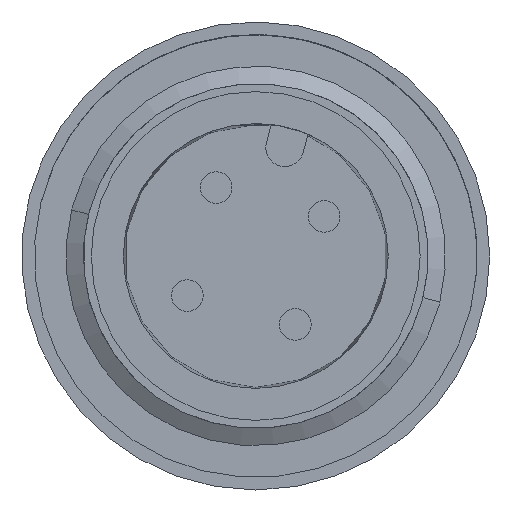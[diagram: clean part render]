
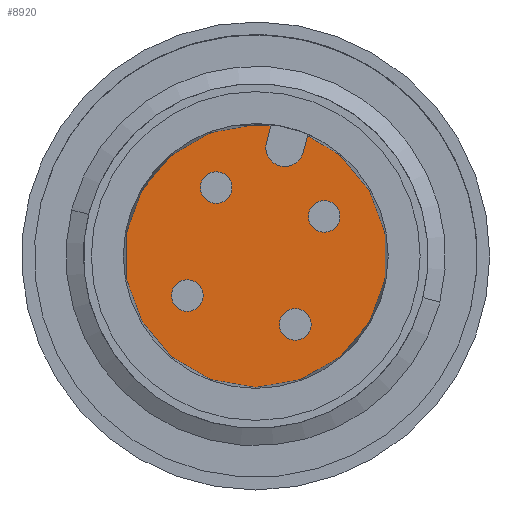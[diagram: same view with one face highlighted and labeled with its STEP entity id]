
A CAD part, left-side view. The second image highlights one B-rep face of the part: STEP entity #8920.
In plain terms, the highlighted face is planar.
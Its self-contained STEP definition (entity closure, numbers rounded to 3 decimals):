
#7830=CARTESIAN_POINT('',(21.621,31.825,16.3))
;
#7840=DIRECTION('',(0.,0.,-1.));
#7850=DIRECTION('',(0.707,0.707,
0.));
#7860=AXIS2_PLACEMENT_3D('',#7830,#7840,#7850);
#7870=PLANE('',#7860);
#7880=CARTESIAN_POINT('',(20.483,34.36,16.3));
#7890=DIRECTION('',(0.,0.,-1.));
#7900=DIRECTION('',(0.707,0.707,
0.));
#7910=AXIS2_PLACEMENT_3D('',#7880,#7890,#7900);
#7920=CIRCLE('',#7910,0.5);
#7930=CARTESIAN_POINT('',(20.836,34.714,16.3))
;
#7940=VERTEX_POINT('',#7930);
#7950=CARTESIAN_POINT('',(20.129,34.007,16.3))
;
#7960=VERTEX_POINT('',#7950);
#7970=EDGE_CURVE('',#7940,#7960,#7920,.T.);
#7980=ORIENTED_EDGE('',*,*,#7970,.F.);
#7990=EDGE_CURVE('',#7960,#7940,#7920,.T.);
#8000=ORIENTED_EDGE('',*,*,#7990,.F.);
#8010=EDGE_LOOP('',(#8000,#7980));
#8020=FACE_BOUND('',#8010,.T.);
#8030=CARTESIAN_POINT('',(22.983,31.86,16.3));
#8040=DIRECTION('',(0.,0.,-1.));
#8050=DIRECTION('',(0.707,0.707,
0.));
#8060=AXIS2_PLACEMENT_3D('',#8030,#8040,#8050);
#8070=CIRCLE('',#8060,0.5);
#8080=CARTESIAN_POINT('',(23.336,32.214,16.3))
;
#8090=VERTEX_POINT('',#8080);
#8100=CARTESIAN_POINT('',(22.629,31.507,16.3))
;
#8110=VERTEX_POINT('',#8100);
#8120=EDGE_CURVE('',#8090,#8110,#8070,.T.);
#8130=ORIENTED_EDGE('',*,*,#8120,.F.);
#8140=EDGE_CURVE('',#8110,#8090,#8070,.T.);
#8150=ORIENTED_EDGE('',*,*,#8140,.F.);
#8160=EDGE_LOOP('',(#8150,#8130));
#8170=FACE_BOUND('',#8160,.T.);
#8180=CARTESIAN_POINT('',(20.483,29.36,16.3));
#8190=DIRECTION('',(0.,0.,-1.));
#8200=DIRECTION('',(0.707,0.707,
0.));
#8210=AXIS2_PLACEMENT_3D('',#8180,#8190,#8200);
#8220=CIRCLE('',#8210,0.5);
#8230=CARTESIAN_POINT('',(20.836,29.714,16.3))
;
#8240=VERTEX_POINT('',#8230);
#8250=CARTESIAN_POINT('',(20.129,29.007,16.3))
;
#8260=VERTEX_POINT('',#8250);
#8270=EDGE_CURVE('',#8240,#8260,#8220,.T.);
#8280=ORIENTED_EDGE('',*,*,#8270,.F.);
#8290=EDGE_CURVE('',#8260,#8240,#8220,.T.);
#8300=ORIENTED_EDGE('',*,*,#8290,.F.);
#8310=EDGE_LOOP('',(#8300,#8280));
#8320=FACE_BOUND('',#8310,.T.);
#8330=CARTESIAN_POINT('',(17.983,31.86,16.3));
#8340=DIRECTION('',(0.,0.,-1.));
#8350=DIRECTION('',(0.707,0.707,
0.));
#8360=AXIS2_PLACEMENT_3D('',#8330,#8340,#8350);
#8370=CIRCLE('',#8360,0.5);
#8380=CARTESIAN_POINT('',(18.336,32.214,16.3))
;
#8390=VERTEX_POINT('',#8380);
#8400=CARTESIAN_POINT('',(17.629,31.507,16.3))
;
#8410=VERTEX_POINT('',#8400);
#8420=EDGE_CURVE('',#8390,#8410,#8370,.T.);
#8430=ORIENTED_EDGE('',*,*,#8420,.F.);
#8440=EDGE_CURVE('',#8410,#8390,#8370,.T.);
#8450=ORIENTED_EDGE('',*,*,#8440,.F.);
#8460=EDGE_LOOP('',(#8450,#8430));
#8470=FACE_BOUND('',#8460,.T.);
#8480=CARTESIAN_POINT('',(20.483,31.86,16.3));
#8490=DIRECTION('',(0.,0.,-1.));
#8500=DIRECTION('',(0.,1.,0.));
#8510=AXIS2_PLACEMENT_3D('',#8480,#8490,#8500);
#8520=CIRCLE('',#8510,4.15);
#8530=CARTESIAN_POINT('',(20.483,36.01,16.3));
#8540=VERTEX_POINT('',#8530);
#8550=CARTESIAN_POINT('',(20.483,27.71,16.3));
#8560=VERTEX_POINT('',#8550);
#8570=EDGE_CURVE('',#8540,#8560,#8520,.T.);
#8580=ORIENTED_EDGE('',*,*,#8570,.T.);
#8590=CARTESIAN_POINT('',(17.155,29.381,
16.3));
#8600=VERTEX_POINT('',#8590);
#8610=EDGE_CURVE('',#8600,#8540,#8520,.T.);
#8620=ORIENTED_EDGE('',*,*,#8610,.T.);
#8630=CARTESIAN_POINT('',(20.483,32.709,16.3));
#8640=DIRECTION('',(0.707,0.707,
0.));
#8650=VECTOR('',#8640,1.);
#8660=LINE('',#8630,#8650);
#8670=CARTESIAN_POINT('',(17.548,29.774,16.3))
;
#8680=VERTEX_POINT('',#8670);
#8690=EDGE_CURVE('',#8600,#8680,#8660,.T.);
#8700=ORIENTED_EDGE('',*,*,#8690,.F.);
#8710=CARTESIAN_POINT('',(17.972,29.35,16.3))
;
#8720=DIRECTION('',(0.,0.,-1.));
#8730=DIRECTION('',(0.,1.,0.));
#8740=AXIS2_PLACEMENT_3D('',#8710,#8720,#8730);
#8750=CIRCLE('',#8740,0.6);
#8760=CARTESIAN_POINT('',(18.397,28.926,16.3))
;
#8770=VERTEX_POINT('',#8760);
#8780=EDGE_CURVE('',#8680,#8770,#8750,.T.);
#8790=ORIENTED_EDGE('',*,*,#8780,.F.);
#8800=CARTESIAN_POINT('',(21.331,31.86,16.3));
#8810=DIRECTION('',(-0.707,-0.707,
0.));
#8820=VECTOR('',#8810,1.);
#8830=LINE('',#8800,#8820);
#8840=CARTESIAN_POINT('',(18.003,28.532,
16.3));
#8850=VERTEX_POINT('',#8840);
#8860=EDGE_CURVE('',#8770,#8850,#8830,.T.);
#8870=ORIENTED_EDGE('',*,*,#8860,.F.);
#8880=EDGE_CURVE('',#8560,#8850,#8520,.T.);
#8890=ORIENTED_EDGE('',*,*,#8880,.T.);
#8900=EDGE_LOOP('',(#8890,#8870,#8790,#8700,#8620,#8580));
#8910=FACE_OUTER_BOUND('',#8900,.T.);
#8920=ADVANCED_FACE('',(#8020,#8170,#8320,#8470,#8910),#7870,.T.);
